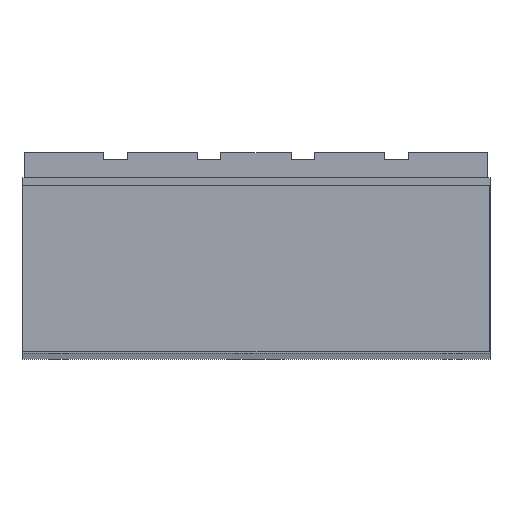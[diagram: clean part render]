
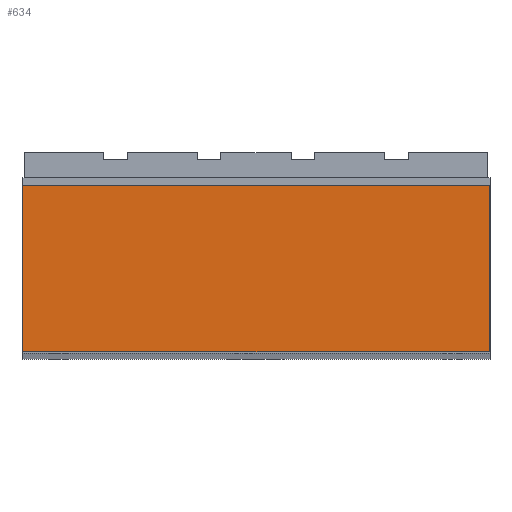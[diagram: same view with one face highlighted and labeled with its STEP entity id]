
A CAD part, top view. The second image highlights one B-rep face of the part: STEP entity #634.
In plain terms, the highlighted planar face has unit normal (0, 0, 1).
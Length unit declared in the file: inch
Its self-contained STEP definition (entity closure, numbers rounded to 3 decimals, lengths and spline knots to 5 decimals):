
#634 = ADVANCED_FACE ( 'NONE', ( #5012 ), #2574, .T. ) ;
#1080 = LINE ( 'NONE', #4251, #9550 ) ;
#1186 = CARTESIAN_POINT ( 'NONE',  ( 1.96, 1.40748, 14.76005 ) ) ;
#1395 = ORIENTED_EDGE ( 'NONE', *, *, #5050, .F. ) ;
#1827 = EDGE_CURVE ( 'NONE', #7426, #9202, #2882, .T. ) ;
#1912 = VECTOR ( 'NONE', #4484, 39.37008 ) ;
#1950 = CARTESIAN_POINT ( 'NONE',  ( -1.96, 1.40748, 14.76005 ) ) ;
#2010 = CARTESIAN_POINT ( 'NONE',  ( 1.96, 1.40748, 14.76005 ) ) ;
#2267 = EDGE_CURVE ( 'NONE', #8956, #10604, #3776, .T. ) ;
#2574 = PLANE ( 'NONE',  #8161 ) ;
#2826 = DIRECTION ( 'NONE',  ( 1., 0., 0. ) ) ;
#2851 = DIRECTION ( 'NONE',  ( 0., 0., 1. ) ) ;
#2882 = LINE ( 'NONE', #2010, #8049 ) ;
#3776 = LINE ( 'NONE', #6958, #1912 ) ;
#4251 = CARTESIAN_POINT ( 'NONE',  ( 1.96, 0.01248, 14.76005 ) ) ;
#4484 = DIRECTION ( 'NONE',  ( -1., 0., 0. ) ) ;
#5012 = FACE_OUTER_BOUND ( 'NONE', #7789, .T. ) ;
#5050 = EDGE_CURVE ( 'NONE', #9202, #8956, #1080, .T. ) ;
#5514 = EDGE_CURVE ( 'NONE', #10604, #7426, #9051, .T. ) ;
#5704 = CARTESIAN_POINT ( 'NONE',  ( -1.96, 0.01248, 14.76005 ) ) ;
#6758 = ORIENTED_EDGE ( 'NONE', *, *, #5514, .F. ) ;
#6811 = DIRECTION ( 'NONE',  ( 1., 0., 0. ) ) ;
#6958 = CARTESIAN_POINT ( 'NONE',  ( 1.96, 0.01248, 14.76005 ) ) ;
#7420 = VECTOR ( 'NONE', #10586, 39.37008 ) ;
#7426 = VERTEX_POINT ( 'NONE', #1950 ) ;
#7789 = EDGE_LOOP ( 'NONE', ( #1395, #10509, #6758, #8993 ) ) ;
#8049 = VECTOR ( 'NONE', #2826, 39.37008 ) ;
#8161 = AXIS2_PLACEMENT_3D ( 'NONE', #9278, #2851, #6811 ) ;
#8545 = DIRECTION ( 'NONE',  ( 0., -1., 0. ) ) ;
#8956 = VERTEX_POINT ( 'NONE', #10474 ) ;
#8993 = ORIENTED_EDGE ( 'NONE', *, *, #2267, .F. ) ;
#9051 = LINE ( 'NONE', #5704, #7420 ) ;
#9202 = VERTEX_POINT ( 'NONE', #1186 ) ;
#9278 = CARTESIAN_POINT ( 'NONE',  ( 1.96, 1.40748, 14.76005 ) ) ;
#9550 = VECTOR ( 'NONE', #8545, 39.37008 ) ;
#10474 = CARTESIAN_POINT ( 'NONE',  ( 1.96, 0.01248, 14.76005 ) ) ;
#10509 = ORIENTED_EDGE ( 'NONE', *, *, #1827, .F. ) ;
#10586 = DIRECTION ( 'NONE',  ( 0., 1., 0. ) ) ;
#10602 = CARTESIAN_POINT ( 'NONE',  ( -1.96, 0.01248, 14.76005 ) ) ;
#10604 = VERTEX_POINT ( 'NONE', #10602 ) ;
